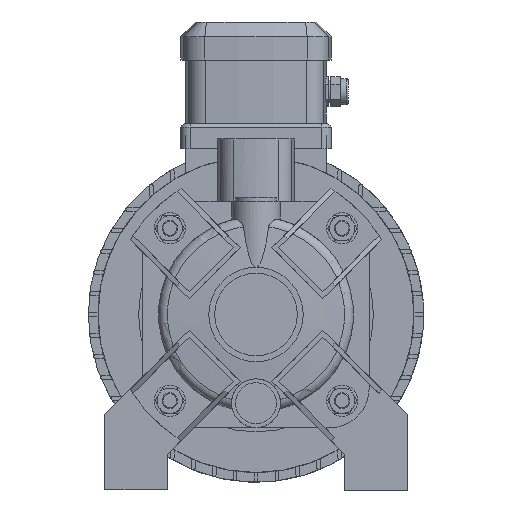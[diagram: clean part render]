
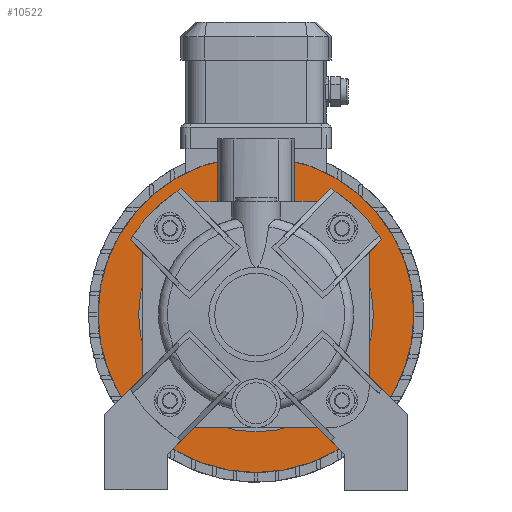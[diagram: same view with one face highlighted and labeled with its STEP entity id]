
A CAD part, left-side view. The second image highlights one B-rep face of the part: STEP entity #10522.
In plain terms, the highlighted planar face has unit normal (-1, 0, 0).
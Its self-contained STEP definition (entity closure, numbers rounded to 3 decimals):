
#2307=PLANE('',#11581);
#2463=FACE_BOUND('',#3659,.T.);
#2961=FACE_OUTER_BOUND('',#3658,.T.);
#3658=EDGE_LOOP('',(#9218));
#3659=EDGE_LOOP('',(#9219));
#4227=CIRCLE('',#11383,81.);
#4266=CIRCLE('',#11580,60.2);
#5071=VERTEX_POINT('',#18008);
#5147=VERTEX_POINT('',#18433);
#6359=EDGE_CURVE('',#5071,#5071,#4227,.T.);
#6550=EDGE_CURVE('',#5147,#5147,#4266,.T.);
#9218=ORIENTED_EDGE('',*,*,#6359,.F.);
#9219=ORIENTED_EDGE('',*,*,#6550,.T.);
#10522=ADVANCED_FACE('',(#2961,#2463),#2307,.T.);
#11383=AXIS2_PLACEMENT_3D('',#18009,#13594,#13595);
#11580=AXIS2_PLACEMENT_3D('',#18434,#14140,#14141);
#11581=AXIS2_PLACEMENT_3D('',#18435,#14142,#14143);
#13594=DIRECTION('center_axis',(1.,0.,0.));
#13595=DIRECTION('ref_axis',(0.,1.,0.));
#14140=DIRECTION('center_axis',(1.,0.,0.));
#14141=DIRECTION('ref_axis',(0.,1.,0.));
#14142=DIRECTION('center_axis',(-1.,0.,0.));
#14143=DIRECTION('ref_axis',(0.,0.,1.));
#18008=CARTESIAN_POINT('',(48.5,81.,90.));
#18009=CARTESIAN_POINT('Origin',(48.5,0.,90.));
#18433=CARTESIAN_POINT('',(48.5,60.2,90.));
#18434=CARTESIAN_POINT('Origin',(48.5,0.,90.));
#18435=CARTESIAN_POINT('Origin',(48.5,70.6,90.));
